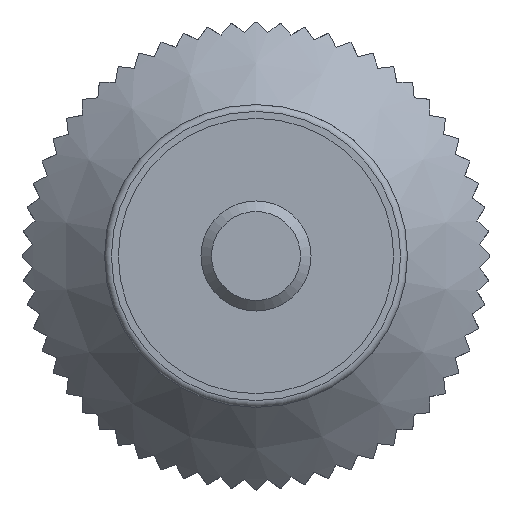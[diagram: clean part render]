
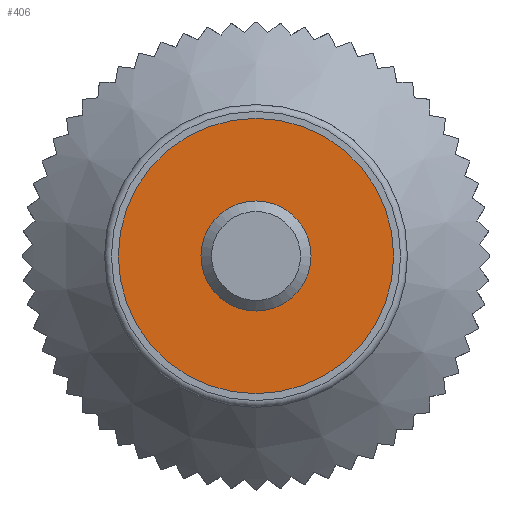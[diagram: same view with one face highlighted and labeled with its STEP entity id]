
A CAD part, front view. The second image highlights one B-rep face of the part: STEP entity #406.
In plain terms, the highlighted planar face has unit normal (0, -1, 0).
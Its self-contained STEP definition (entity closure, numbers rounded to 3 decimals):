
#406 = ADVANCED_FACE( '', ( #925, #926 ), #927, .F. );
#925 = FACE_BOUND( '', #1554, .T. );
#926 = FACE_OUTER_BOUND( '', #1555, .T. );
#927 = PLANE( '', #1556 );
#1554 = EDGE_LOOP( '', ( #2964 ) );
#1555 = EDGE_LOOP( '', ( #2965 ) );
#1556 = AXIS2_PLACEMENT_3D( '', #2966, #2967, #2968 );
#2964 = ORIENTED_EDGE( '', *, *, #4490, .F. );
#2965 = ORIENTED_EDGE( '', *, *, #4409, .T. );
#2966 = CARTESIAN_POINT( '', ( 10., 0., 0. ) );
#2967 = DIRECTION( '', ( 0., 1., 0. ) );
#2968 = DIRECTION( '', ( 0., 0., 1. ) );
#4409 = EDGE_CURVE( '', #5568, #5568, #5569, .T. );
#4490 = EDGE_CURVE( '', #5663, #5663, #5664, .F. );
#5568 = VERTEX_POINT( '', #8300 );
#5569 = CIRCLE( '', #8301, 10. );
#5663 = VERTEX_POINT( '', #8498 );
#5664 = CIRCLE( '', #8499, 4. );
#8300 = CARTESIAN_POINT( '', ( 0., 0., -10. ) );
#8301 = AXIS2_PLACEMENT_3D( '', #9320, #9321, #9322 );
#8498 = CARTESIAN_POINT( '', ( 0., 0., 4. ) );
#8499 = AXIS2_PLACEMENT_3D( '', #9374, #9375, #9376 );
#9320 = CARTESIAN_POINT( '', ( 0., 0., 0. ) );
#9321 = DIRECTION( '', ( 0., -1., 0. ) );
#9322 = DIRECTION( '', ( 0., 0., -1. ) );
#9374 = CARTESIAN_POINT( '', ( 0., 0., 0. ) );
#9375 = DIRECTION( '', ( 0., 1., 0. ) );
#9376 = DIRECTION( '', ( 0., 0., 1. ) );
